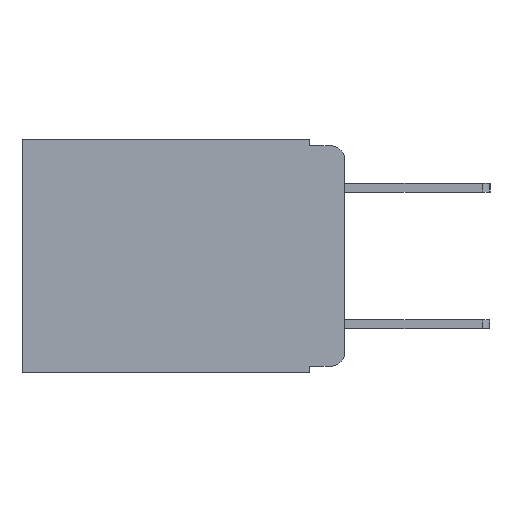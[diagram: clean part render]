
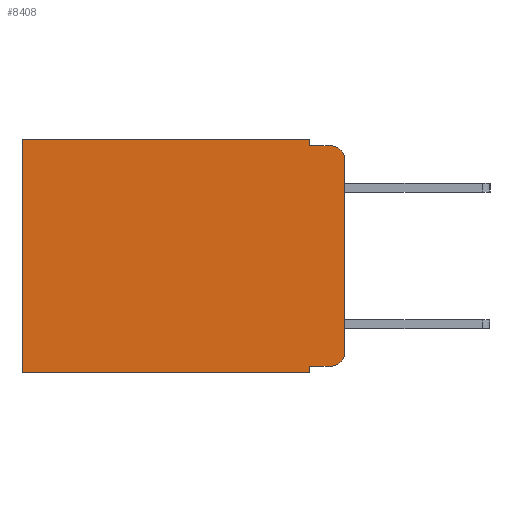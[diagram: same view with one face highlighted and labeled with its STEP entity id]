
A CAD part, left-side view. The second image highlights one B-rep face of the part: STEP entity #8408.
In plain terms, the highlighted planar face has unit normal (-1, 0, 0).
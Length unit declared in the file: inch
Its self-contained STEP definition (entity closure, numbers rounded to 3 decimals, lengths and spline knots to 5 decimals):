
#423 = DIRECTION ( 'NONE',  ( 0., 0., -1. ) ) ;
#635 = ORIENTED_EDGE ( 'NONE', *, *, #10858, .F. ) ;
#682 = VECTOR ( 'NONE', #3151, 39.37008 ) ;
#727 = CARTESIAN_POINT ( 'NONE',  ( 0.298, 0., -0.03 ) ) ;
#1088 = EDGE_LOOP ( 'NONE', ( #7018, #15790, #15809, #635, #13467, #4457, #6017, #1591, #3389, #13724 ) ) ;
#1217 = LINE ( 'NONE', #21131, #682 ) ;
#1265 = EDGE_CURVE ( 'NONE', #5467, #5568, #6254, .T. ) ;
#1278 = CARTESIAN_POINT ( 'NONE',  ( 0.298, 0., 0. ) ) ;
#1305 = DIRECTION ( 'NONE',  ( 0., -1., 0. ) ) ;
#1382 = CARTESIAN_POINT ( 'NONE',  ( 0.298, 0.051, 0. ) ) ;
#1440 = DIRECTION ( 'NONE',  ( 0., 0., -1. ) ) ;
#1591 = ORIENTED_EDGE ( 'NONE', *, *, #9300, .F. ) ;
#2343 = DIRECTION ( 'NONE',  ( 0., 0., -1. ) ) ;
#3052 = VECTOR ( 'NONE', #14054, 39.37008 ) ;
#3077 = DIRECTION ( 'NONE',  ( 0., 0., -1. ) ) ;
#3151 = DIRECTION ( 'NONE',  ( 0., -1., 0. ) ) ;
#3154 = EDGE_CURVE ( 'NONE', #17607, #5568, #1217, .T. ) ;
#3389 = ORIENTED_EDGE ( 'NONE', *, *, #9274, .T. ) ;
#3563 = LINE ( 'NONE', #10724, #3052 ) ;
#3621 = FACE_OUTER_BOUND ( 'NONE', #1088, .T. ) ;
#3971 = CARTESIAN_POINT ( 'NONE',  ( 0.298, 0.473, 0. ) ) ;
#4457 = ORIENTED_EDGE ( 'NONE', *, *, #8482, .T. ) ;
#5273 = PLANE ( 'NONE',  #7537 ) ;
#5467 = VERTEX_POINT ( 'NONE', #727 ) ;
#5568 = VERTEX_POINT ( 'NONE', #5992 ) ;
#5992 = CARTESIAN_POINT ( 'NONE',  ( 0.298, 0.02, -0.01 ) ) ;
#6017 = ORIENTED_EDGE ( 'NONE', *, *, #17609, .F. ) ;
#6053 = DIRECTION ( 'NONE',  ( -1., 0., 0. ) ) ;
#6254 = CIRCLE ( 'NONE', #6304, 0.02 ) ;
#6304 = AXIS2_PLACEMENT_3D ( 'NONE', #11108, #11357, #2343 ) ;
#6561 = VECTOR ( 'NONE', #10701, 39.37008 ) ;
#6991 = LINE ( 'NONE', #12058, #15188 ) ;
#7009 = DIRECTION ( 'NONE',  ( 1., 0., 0. ) ) ;
#7018 = ORIENTED_EDGE ( 'NONE', *, *, #16941, .F. ) ;
#7234 = LINE ( 'NONE', #1278, #15415 ) ;
#7274 = VERTEX_POINT ( 'NONE', #3971 ) ;
#7386 = CARTESIAN_POINT ( 'NONE',  ( 0.298, 0., -0.343 ) ) ;
#7537 = AXIS2_PLACEMENT_3D ( 'NONE', #15171, #7009, #18455 ) ;
#8184 = VECTOR ( 'NONE', #423, 39.37008 ) ;
#8408 = ADVANCED_FACE ( 'NONE', ( #3621 ), #5273, .F. ) ;
#8482 = EDGE_CURVE ( 'NONE', #7274, #14012, #6991, .T. ) ;
#8617 = CARTESIAN_POINT ( 'NONE',  ( 0.298, 0.051, 0. ) ) ;
#9171 = EDGE_CURVE ( 'NONE', #19285, #17502, #19230, .T. ) ;
#9274 = EDGE_CURVE ( 'NONE', #17456, #19285, #17709, .T. ) ;
#9300 = EDGE_CURVE ( 'NONE', #17456, #13878, #20498, .T. ) ;
#9738 = EDGE_CURVE ( 'NONE', #10182, #7274, #3563, .T. ) ;
#10182 = VERTEX_POINT ( 'NONE', #8617 ) ;
#10701 = DIRECTION ( 'NONE',  ( 0., 1., 0. ) ) ;
#10724 = CARTESIAN_POINT ( 'NONE',  ( 0.298, 0., 0. ) ) ;
#10755 = CARTESIAN_POINT ( 'NONE',  ( 0.298, 0.051, -0.343 ) ) ;
#10858 = EDGE_CURVE ( 'NONE', #10182, #17607, #20690, .T. ) ;
#11108 = CARTESIAN_POINT ( 'NONE',  ( 0.298, 0.02, -0.03 ) ) ;
#11357 = DIRECTION ( 'NONE',  ( -1., 0., 0. ) ) ;
#12058 = CARTESIAN_POINT ( 'NONE',  ( 0.298, 0.473, 0. ) ) ;
#12366 = VECTOR ( 'NONE', #1305, 39.37008 ) ;
#13467 = ORIENTED_EDGE ( 'NONE', *, *, #9738, .T. ) ;
#13724 = ORIENTED_EDGE ( 'NONE', *, *, #9171, .T. ) ;
#13751 = DIRECTION ( 'NONE',  ( 0., 0., -1. ) ) ;
#13878 = VERTEX_POINT ( 'NONE', #10755 ) ;
#14012 = VERTEX_POINT ( 'NONE', #19563 ) ;
#14054 = DIRECTION ( 'NONE',  ( 0., 1., 0. ) ) ;
#15171 = CARTESIAN_POINT ( 'NONE',  ( 0.298, 0., 0. ) ) ;
#15188 = VECTOR ( 'NONE', #13751, 39.37008 ) ;
#15265 = LINE ( 'NONE', #7386, #6561 ) ;
#15415 = VECTOR ( 'NONE', #1440, 39.37008 ) ;
#15527 = CARTESIAN_POINT ( 'NONE',  ( 0.298, 0.051, -0.01 ) ) ;
#15790 = ORIENTED_EDGE ( 'NONE', *, *, #1265, .T. ) ;
#15809 = ORIENTED_EDGE ( 'NONE', *, *, #3154, .F. ) ;
#15866 = CARTESIAN_POINT ( 'NONE',  ( 0.298, 0.02, -0.313 ) ) ;
#16757 = CARTESIAN_POINT ( 'NONE',  ( 0.298, 0.051, -0.333 ) ) ;
#16892 = CARTESIAN_POINT ( 'NONE',  ( 0.298, 0., -0.313 ) ) ;
#16941 = EDGE_CURVE ( 'NONE', #5467, #17502, #7234, .T. ) ;
#17456 = VERTEX_POINT ( 'NONE', #16757 ) ;
#17495 = DIRECTION ( 'NONE',  ( 0., 0., -1. ) ) ;
#17502 = VERTEX_POINT ( 'NONE', #16892 ) ;
#17607 = VERTEX_POINT ( 'NONE', #15527 ) ;
#17609 = EDGE_CURVE ( 'NONE', #13878, #14012, #15265, .T. ) ;
#17709 = LINE ( 'NONE', #20976, #12366 ) ;
#18455 = DIRECTION ( 'NONE',  ( 0., 0., -1. ) ) ;
#18465 = CARTESIAN_POINT ( 'NONE',  ( 0.298, 0.02, -0.333 ) ) ;
#19230 = CIRCLE ( 'NONE', #19856, 0.02 ) ;
#19285 = VERTEX_POINT ( 'NONE', #18465 ) ;
#19563 = CARTESIAN_POINT ( 'NONE',  ( 0.298, 0.473, -0.343 ) ) ;
#19856 = AXIS2_PLACEMENT_3D ( 'NONE', #15866, #6053, #17495 ) ;
#19989 = VECTOR ( 'NONE', #3077, 39.37008 ) ;
#20129 = CARTESIAN_POINT ( 'NONE',  ( 0.298, 0.051, 0. ) ) ;
#20498 = LINE ( 'NONE', #1382, #19989 ) ;
#20690 = LINE ( 'NONE', #20129, #8184 ) ;
#20976 = CARTESIAN_POINT ( 'NONE',  ( 0.298, 0.051, -0.333 ) ) ;
#21131 = CARTESIAN_POINT ( 'NONE',  ( 0.298, 0.051, -0.01 ) ) ;
